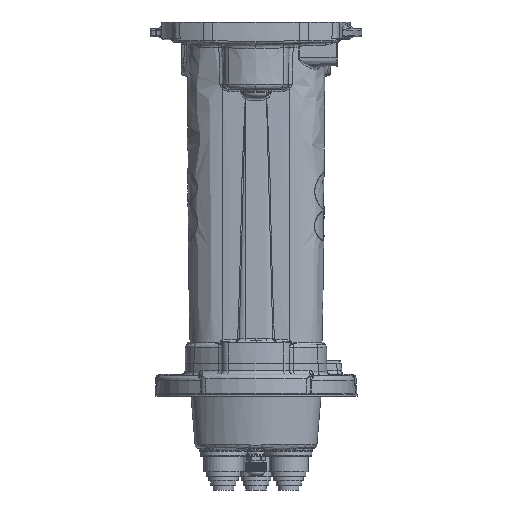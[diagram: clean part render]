
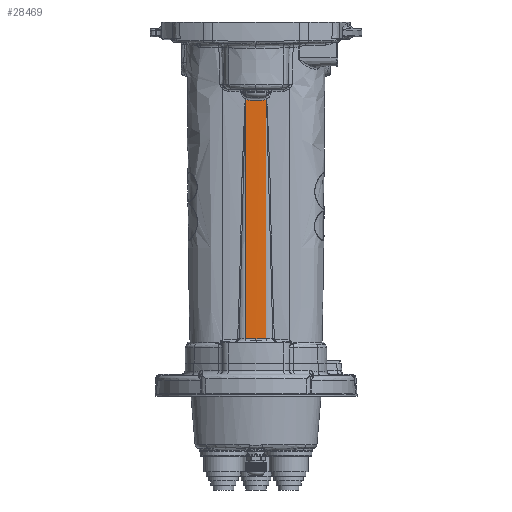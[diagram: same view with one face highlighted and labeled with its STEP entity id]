
A CAD part, front view. The second image highlights one B-rep face of the part: STEP entity #28469.
In plain terms, the highlighted free-form (B-spline) face has degree [3, 1] with [16, 2] control points.
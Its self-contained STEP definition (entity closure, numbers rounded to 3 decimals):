
#2516=LINE('',#66867,#4475);
#2519=LINE('',#67092,#4478);
#4475=VECTOR('',#36888,10.);
#4478=VECTOR('',#36913,10.);
#5176=B_SPLINE_SURFACE_WITH_KNOTS('',3,1,((#67060,#67061),(#67062,#67063),
(#67064,#67065),(#67066,#67067),(#67068,#67069),(#67070,#67071),(#67072,
#67073),(#67074,#67075),(#67076,#67077),(#67078,#67079),(#67080,#67081),
(#67082,#67083),(#67084,#67085),(#67086,#67087),(#67088,#67089),(#67090,
#67091)),.UNSPECIFIED.,.F.,.F.,.F.,(4,2,2,2,2,2,2,4),(2,2),(0.,0.239,
0.621,0.986,1.515,1.925,2.364,
2.705),(0.,32.5),.UNSPECIFIED.);
#6679=FACE_OUTER_BOUND('',#8493,.T.);
#8493=EDGE_LOOP('',(#24282,#24283,#24284,#24285,#24286));
#9522=B_SPLINE_CURVE_WITH_KNOTS('',3,(#66325,#66326,#66327,#66328),
 .UNSPECIFIED.,.F.,.F.,(4,4),(0.,1.328),.UNSPECIFIED.);
#9523=B_SPLINE_CURVE_WITH_KNOTS('',3,(#66351,#66352,#66353,#66354),
 .UNSPECIFIED.,.F.,.F.,(4,4),(1.328,2.655),
 .UNSPECIFIED.);
#9533=B_SPLINE_CURVE_WITH_KNOTS('',3,(#66630,#66631,#66632,#66633,#66634,
#66635,#66636,#66637,#66638),.UNSPECIFIED.,.F.,.F.,(4,1,1,1,1,1,4),(0.,
0.386,1.157,1.543,1.929,2.315,
2.701),.UNSPECIFIED.);
#13043=VERTEX_POINT('',#66294);
#13046=VERTEX_POINT('',#66324);
#13047=VERTEX_POINT('',#66350);
#13057=VERTEX_POINT('',#66615);
#13060=VERTEX_POINT('',#66628);
#16825=EDGE_CURVE('',#13043,#13046,#9522,.T.);
#16827=EDGE_CURVE('',#13046,#13047,#9523,.T.);
#16845=EDGE_CURVE('',#13060,#13057,#9533,.T.);
#16860=EDGE_CURVE('',#13043,#13057,#2516,.T.);
#16879=EDGE_CURVE('',#13047,#13060,#2519,.T.);
#24282=ORIENTED_EDGE('',*,*,#16825,.F.);
#24283=ORIENTED_EDGE('',*,*,#16860,.T.);
#24284=ORIENTED_EDGE('',*,*,#16845,.F.);
#24285=ORIENTED_EDGE('',*,*,#16879,.F.);
#24286=ORIENTED_EDGE('',*,*,#16827,.F.);
#28469=ADVANCED_FACE('',(#6679),#5176,.T.);
#36888=DIRECTION('',(0.,0.,1.));
#36913=DIRECTION('',(0.,0.,1.));
#66294=CARTESIAN_POINT('',(12.949,-64.474,-223.928));
#66324=CARTESIAN_POINT('',(-0.277,-64.584,-223.697));
#66325=CARTESIAN_POINT('Ctrl Pts',(12.949,-64.474,-223.928));
#66326=CARTESIAN_POINT('Ctrl Pts',(8.539,-64.545,-223.851));
#66327=CARTESIAN_POINT('Ctrl Pts',(4.131,-64.584,-223.774));
#66328=CARTESIAN_POINT('Ctrl Pts',(-0.277,-64.584,
-223.697));
#66350=CARTESIAN_POINT('',(-13.503,-64.474,-223.928));
#66351=CARTESIAN_POINT('Ctrl Pts',(-0.277,-64.584,
-223.697));
#66352=CARTESIAN_POINT('Ctrl Pts',(-4.685,-64.584,
-223.774));
#66353=CARTESIAN_POINT('Ctrl Pts',(-9.093,-64.545,
-223.851));
#66354=CARTESIAN_POINT('Ctrl Pts',(-13.503,-64.474,
-223.928));
#66615=CARTESIAN_POINT('',(12.949,-64.474,78.037));
#66628=CARTESIAN_POINT('',(-13.503,-64.474,78.037));
#66630=CARTESIAN_POINT('Ctrl Pts',(-13.503,-64.474,
78.037));
#66631=CARTESIAN_POINT('Ctrl Pts',(-12.347,-64.493,
77.482));
#66632=CARTESIAN_POINT('Ctrl Pts',(-8.629,-64.546,
76.356));
#66633=CARTESIAN_POINT('Ctrl Pts',(-3.471,-64.585,
76.314));
#66634=CARTESIAN_POINT('Ctrl Pts',(1.643,-64.584,76.305));
#66635=CARTESIAN_POINT('Ctrl Pts',(5.49,-64.565,76.343));
#66636=CARTESIAN_POINT('Ctrl Pts',(9.32,-64.528,76.725));
#66637=CARTESIAN_POINT('Ctrl Pts',(11.793,-64.493,77.482));
#66638=CARTESIAN_POINT('Ctrl Pts',(12.949,-64.474,78.037));
#66867=CARTESIAN_POINT('',(12.949,-64.474,-227.697));
#67060=CARTESIAN_POINT('Ctrl Pts',(-13.503,-64.474,
-227.697));
#67061=CARTESIAN_POINT('Ctrl Pts',(-13.503,-64.474,
97.303));
#67062=CARTESIAN_POINT('Ctrl Pts',(-12.788,-64.486,
-227.697));
#67063=CARTESIAN_POINT('Ctrl Pts',(-12.788,-64.486,
97.303));
#67064=CARTESIAN_POINT('Ctrl Pts',(-12.041,-64.497,
-227.697));
#67065=CARTESIAN_POINT('Ctrl Pts',(-12.041,-64.497,
97.303));
#67066=CARTESIAN_POINT('Ctrl Pts',(-10.061,-64.524,
-227.697));
#67067=CARTESIAN_POINT('Ctrl Pts',(-10.061,-64.524,
97.303));
#67068=CARTESIAN_POINT('Ctrl Pts',(-8.805,-64.538,
-227.697));
#67069=CARTESIAN_POINT('Ctrl Pts',(-8.805,-64.538,
97.303));
#67070=CARTESIAN_POINT('Ctrl Pts',(-6.341,-64.561,
-227.697));
#67071=CARTESIAN_POINT('Ctrl Pts',(-6.341,-64.561,
97.303));
#67072=CARTESIAN_POINT('Ctrl Pts',(-5.133,-64.569,-227.697));
#67073=CARTESIAN_POINT('Ctrl Pts',(-5.133,-64.569,97.303));
#67074=CARTESIAN_POINT('Ctrl Pts',(-2.171,-64.583,
-227.697));
#67075=CARTESIAN_POINT('Ctrl Pts',(-2.171,-64.583,
97.303));
#67076=CARTESIAN_POINT('Ctrl Pts',(-0.414,-64.586,
-227.697));
#67077=CARTESIAN_POINT('Ctrl Pts',(-0.414,-64.586,
97.303));
#67078=CARTESIAN_POINT('Ctrl Pts',(2.701,-64.579,-227.697));
#67079=CARTESIAN_POINT('Ctrl Pts',(2.701,-64.579,97.303));
#67080=CARTESIAN_POINT('Ctrl Pts',(4.059,-64.573,-227.697));
#67081=CARTESIAN_POINT('Ctrl Pts',(4.059,-64.573,97.303));
#67082=CARTESIAN_POINT('Ctrl Pts',(6.869,-64.552,-227.697));
#67083=CARTESIAN_POINT('Ctrl Pts',(6.869,-64.552,97.303));
#67084=CARTESIAN_POINT('Ctrl Pts',(8.324,-64.538,-227.697));
#67085=CARTESIAN_POINT('Ctrl Pts',(8.324,-64.538,97.303));
#67086=CARTESIAN_POINT('Ctrl Pts',(10.848,-64.506,-227.697));
#67087=CARTESIAN_POINT('Ctrl Pts',(10.848,-64.506,97.303));
#67088=CARTESIAN_POINT('Ctrl Pts',(11.931,-64.491,-227.697));
#67089=CARTESIAN_POINT('Ctrl Pts',(11.931,-64.491,97.303));
#67090=CARTESIAN_POINT('Ctrl Pts',(12.949,-64.474,-227.697));
#67091=CARTESIAN_POINT('Ctrl Pts',(12.949,-64.474,97.303));
#67092=CARTESIAN_POINT('',(-13.503,-64.474,-227.697));
